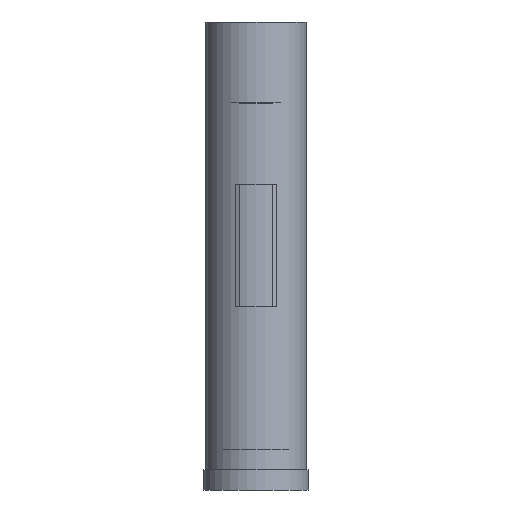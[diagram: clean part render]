
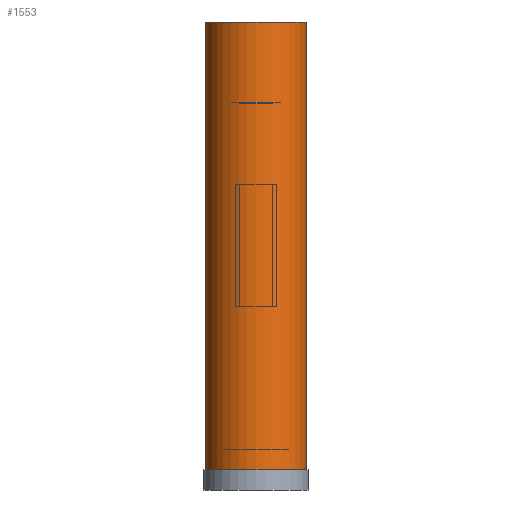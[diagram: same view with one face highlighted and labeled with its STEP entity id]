
A CAD part, left-side view. The second image highlights one B-rep face of the part: STEP entity #1553.
In plain terms, the highlighted cylindrical face has radius 12.5 mm (diameter 25 mm), a partial arc.
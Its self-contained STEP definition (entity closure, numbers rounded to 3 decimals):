
#1032=CARTESIAN_POINT('',(0.,0.,0.));
#1033=DIRECTION('',(0.,0.,1.));
#1034=DIRECTION('',(0.,1.,0.));
#1035=AXIS2_PLACEMENT_3D('',#1032,#1033,#1034);
#1159=CARTESIAN_POINT('',(0.,0.,110.));
#1160=DIRECTION('',(0.,0.,1.));
#1161=DIRECTION('',(0.,1.,0.));
#1162=AXIS2_PLACEMENT_3D('',#1159,#1160,#1161);
#1190=DIRECTION('',(0.,0.,1.));
#1191=VECTOR('',#1190,110.);
#1192=CARTESIAN_POINT('',(0.,-12.5,0.));
#1193=LINE('',#1192,#1191);
#1194=DIRECTION('',(0.,0.,1.));
#1195=VECTOR('',#1194,110.);
#1196=CARTESIAN_POINT('',(0.,12.5,0.));
#1197=LINE('',#1196,#1195);
#1246=CARTESIAN_POINT('',(0.,12.5,0.));
#1247=CARTESIAN_POINT('',(0.,-12.5,0.));
#1248=VERTEX_POINT('',#1246);
#1249=VERTEX_POINT('',#1247);
#1250=CARTESIAN_POINT('',(0.,12.5,110.));
#1251=CARTESIAN_POINT('',(0.,-12.5,110.));
#1252=VERTEX_POINT('',#1250);
#1253=VERTEX_POINT('',#1251);
#1541=CARTESIAN_POINT('',(0.,0.,0.));
#1542=DIRECTION('',(0.,0.,1.));
#1543=DIRECTION('',(1.,0.,0.));
#1544=AXIS2_PLACEMENT_3D('',#1541,#1542,#1543);
#1545=CYLINDRICAL_SURFACE('',#1544,12.5);
#1546=ORIENTED_EDGE('',*,*,#1327,.F.);
#1548=ORIENTED_EDGE('',*,*,#1547,.T.);
#1549=ORIENTED_EDGE('',*,*,#1467,.T.);
#1550=ORIENTED_EDGE('',*,*,#1535,.F.);
#1551=EDGE_LOOP('',(#1546,#1548,#1549,#1550));
#1552=FACE_OUTER_BOUND('',#1551,.F.);
#1036=CIRCLE('',#1035,12.5);
#1163=CIRCLE('',#1162,12.5);
#1327=EDGE_CURVE('',#1248,#1249,#1036,.T.);
#1467=EDGE_CURVE('',#1252,#1253,#1163,.T.);
#1535=EDGE_CURVE('',#1249,#1253,#1193,.T.);
#1547=EDGE_CURVE('',#1248,#1252,#1197,.T.);
#1553=ADVANCED_FACE('',(#1552),#1545,.T.);
